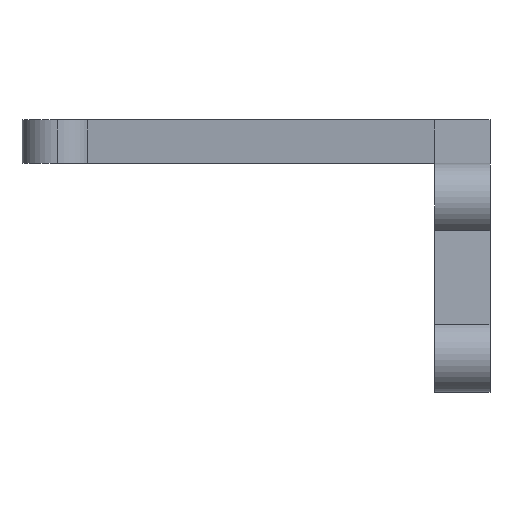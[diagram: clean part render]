
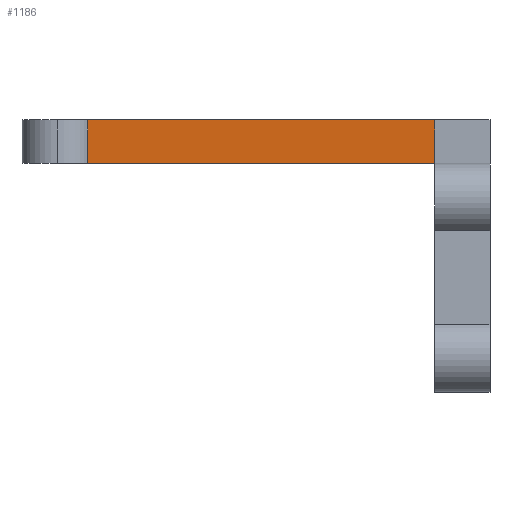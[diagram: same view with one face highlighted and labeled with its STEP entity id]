
A CAD part, left-side view. The second image highlights one B-rep face of the part: STEP entity #1186.
In plain terms, the highlighted planar face has unit normal (-0.996, 0.091, 0).
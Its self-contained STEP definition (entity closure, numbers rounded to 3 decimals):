
#312 = LINE ( 'NONE', #3844, #1990 ) ;
#650 = DIRECTION ( 'NONE',  ( 0., 0., 1. ) ) ;
#698 = CARTESIAN_POINT ( 'NONE',  ( -16.309, 30.468, 5.5 ) ) ;
#699 = DIRECTION ( 'NONE',  ( 0., 0., 1. ) ) ;
#784 = ORIENTED_EDGE ( 'NONE', *, *, #2810, .T. ) ;
#802 = FACE_OUTER_BOUND ( 'NONE', #2061, .T. ) ;
#809 = AXIS2_PLACEMENT_3D ( 'NONE', #1530, #4350, #2234 ) ;
#853 = DIRECTION ( 'NONE',  ( 0.091, 0.996, 0. ) ) ;
#873 = VERTEX_POINT ( 'NONE', #4164 ) ;
#1017 = EDGE_CURVE ( 'NONE', #1737, #1074, #2184, .T. ) ;
#1062 = CARTESIAN_POINT ( 'NONE',  ( -20.472, -15.018, 5.5 ) ) ;
#1074 = VERTEX_POINT ( 'NONE', #698 ) ;
#1097 = VECTOR ( 'NONE', #853, 1000. ) ;
#1106 = CARTESIAN_POINT ( 'NONE',  ( -16.309, 30.468, 0. ) ) ;
#1186 = ADVANCED_FACE ( 'NONE', ( #802 ), #2574, .T. ) ;
#1268 = ORIENTED_EDGE ( 'NONE', *, *, #1017, .T. ) ;
#1530 = CARTESIAN_POINT ( 'NONE',  ( -20.472, -15.018, 5.5 ) ) ;
#1737 = VERTEX_POINT ( 'NONE', #3047 ) ;
#1771 = CARTESIAN_POINT ( 'NONE',  ( -16.309, 30.468, 5.5 ) ) ;
#1875 = ORIENTED_EDGE ( 'NONE', *, *, #2821, .F. ) ;
#1990 = VECTOR ( 'NONE', #650, 1000. ) ;
#2061 = EDGE_LOOP ( 'NONE', ( #3636, #784, #1268, #1875 ) ) ;
#2164 = LINE ( 'NONE', #2208, #1097 ) ;
#2184 = LINE ( 'NONE', #1062, #2569 ) ;
#2208 = CARTESIAN_POINT ( 'NONE',  ( -20.472, -15.018, 0. ) ) ;
#2234 = DIRECTION ( 'NONE',  ( -0.091, -0.996, 0. ) ) ;
#2482 = DIRECTION ( 'NONE',  ( 0.091, 0.996, 0. ) ) ;
#2569 = VECTOR ( 'NONE', #2482, 1000. ) ;
#2574 = PLANE ( 'NONE',  #809 ) ;
#2810 = EDGE_CURVE ( 'NONE', #873, #1737, #312, .T. ) ;
#2821 = EDGE_CURVE ( 'NONE', #4036, #1074, #3130, .T. ) ;
#2946 = EDGE_CURVE ( 'NONE', #873, #4036, #2164, .T. ) ;
#3047 = CARTESIAN_POINT ( 'NONE',  ( -20.333, -13.5, 5.5 ) ) ;
#3130 = LINE ( 'NONE', #1771, #4475 ) ;
#3636 = ORIENTED_EDGE ( 'NONE', *, *, #2946, .F. ) ;
#3844 = CARTESIAN_POINT ( 'NONE',  ( -20.333, -13.5, 5.5 ) ) ;
#4036 = VERTEX_POINT ( 'NONE', #1106 ) ;
#4164 = CARTESIAN_POINT ( 'NONE',  ( -20.333, -13.5, 0. ) ) ;
#4350 = DIRECTION ( 'NONE',  ( -0.996, 0.091, 0. ) ) ;
#4475 = VECTOR ( 'NONE', #699, 1000. ) ;
